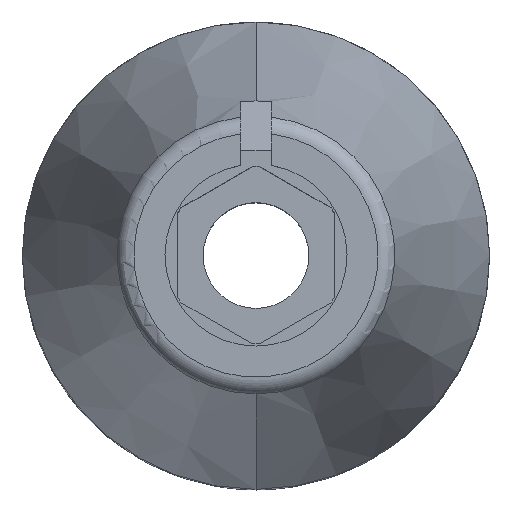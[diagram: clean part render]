
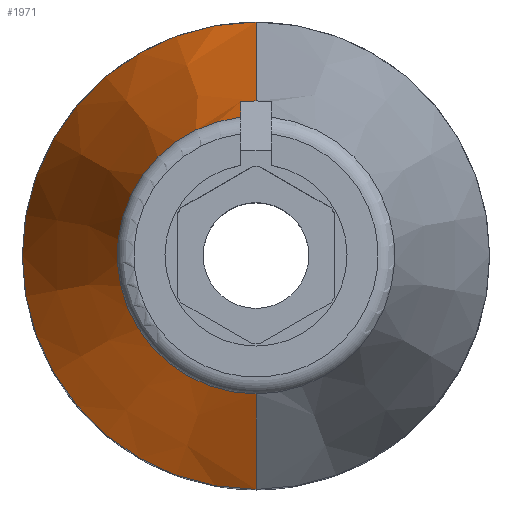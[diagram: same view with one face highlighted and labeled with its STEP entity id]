
A CAD part, top view. The second image highlights one B-rep face of the part: STEP entity #1971.
In plain terms, the highlighted conical face has half-angle 15.422 degrees and reference radius 7.571 mm.
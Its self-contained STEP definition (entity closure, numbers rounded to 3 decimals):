
#184=CARTESIAN_POINT('',(0.,0.,15.5));
#185=DIRECTION('',(0.,0.,1.));
#186=DIRECTION('',(0.,1.,0.));
#187=AXIS2_PLACEMENT_3D('',#184,#185,#186);
#356=CARTESIAN_POINT('',(0.,0.,15.5));
#357=DIRECTION('',(0.,0.,1.));
#358=DIRECTION('',(-1.,0.,0.));
#359=AXIS2_PLACEMENT_3D('',#356,#357,#358);
#839=CARTESIAN_POINT('',(-0.625,6.239,27.208));
#840=CARTESIAN_POINT('',(-0.625,6.168,27.465));
#841=CARTESIAN_POINT('',(-0.625,6.026,27.977));
#842=CARTESIAN_POINT('',(-0.625,5.815,28.736));
#843=CARTESIAN_POINT('',(-0.625,5.676,29.237));
#844=CARTESIAN_POINT('',(-0.625,5.607,29.486));
#846=CARTESIAN_POINT('',(0.,0.,29.486));
#847=DIRECTION('',(0.,0.,1.));
#848=DIRECTION('',(-0.111,0.994,0.));
#849=AXIS2_PLACEMENT_3D('',#846,#847,#848);
#851=CARTESIAN_POINT('',(0.,6.272,27.2));
#852=CARTESIAN_POINT('',(-0.209,6.272,27.2));
#853=CARTESIAN_POINT('',(-0.417,6.261,27.203));
#854=CARTESIAN_POINT('',(-0.625,6.239,27.208));
#891=DIRECTION('',(0.,0.266,-0.964));
#892=VECTOR('',#891,12.137);
#893=CARTESIAN_POINT('',(0.,6.272,27.2));
#894=LINE('',#893,#892);
#895=DIRECTION('',(0.,-0.266,-0.964));
#896=VECTOR('',#895,14.509);
#897=CARTESIAN_POINT('',(0.,-5.642,
29.486));
#898=LINE('',#897,#896);
#1069=CARTESIAN_POINT('',(0.,9.5,15.5));
#1070=CARTESIAN_POINT('',(-9.5,0.,15.5));
#1071=VERTEX_POINT('',#1069);
#1072=VERTEX_POINT('',#1070);
#1073=CARTESIAN_POINT('',(0.,-9.5,15.5));
#1074=VERTEX_POINT('',#1073);
#1077=CARTESIAN_POINT('',(0.,-5.642,
29.486));
#1078=VERTEX_POINT('',#1077);
#1103=VERTEX_POINT('',#839);
#1104=VERTEX_POINT('',#844);
#1105=VERTEX_POINT('',#851);
#1953=CARTESIAN_POINT('',(0.,0.,22.493));
#1954=DIRECTION('',(0.,0.,-1.));
#1955=DIRECTION('',(0.,-1.,0.));
#1956=AXIS2_PLACEMENT_3D('',#1953,#1954,#1955);
#1957=CONICAL_SURFACE('',#1956,7.571,15.422);
#1958=ORIENTED_EDGE('',*,*,#1937,.T.);
#1960=ORIENTED_EDGE('',*,*,#1959,.T.);
#1962=ORIENTED_EDGE('',*,*,#1961,.T.);
#1963=ORIENTED_EDGE('',*,*,#1320,.F.);
#1964=ORIENTED_EDGE('',*,*,#1253,.F.);
#1966=ORIENTED_EDGE('',*,*,#1965,.F.);
#1968=ORIENTED_EDGE('',*,*,#1967,.T.);
#1969=EDGE_LOOP('',(#1958,#1960,#1962,#1963,#1964,#1966,#1968));
#1970=FACE_OUTER_BOUND('',#1969,.F.);
#1971=ADVANCED_FACE('',(#1970),#1957,.T.);
#188=CIRCLE('',#187,9.5);
#360=CIRCLE('',#359,9.5);
#845=B_SPLINE_CURVE_WITH_KNOTS('',3,(#839,#840,#841,#842,#843,#844),
.UNSPECIFIED.,.F.,.F.,(4,1,1,4),(0.,0.333,0.667,1.),
.UNSPECIFIED.);
#850=CIRCLE('',#849,5.642);
#855=B_SPLINE_CURVE_WITH_KNOTS('',3,(#851,#852,#853,#854),.UNSPECIFIED.,.F.,.F.,
(4,4),(0.,1.),.UNSPECIFIED.);
#1253=EDGE_CURVE('',#1071,#1072,#188,.T.);
#1320=EDGE_CURVE('',#1072,#1074,#360,.T.);
#1937=EDGE_CURVE('',#1103,#1104,#845,.T.);
#1959=EDGE_CURVE('',#1104,#1078,#850,.T.);
#1961=EDGE_CURVE('',#1078,#1074,#898,.T.);
#1965=EDGE_CURVE('',#1105,#1071,#894,.T.);
#1967=EDGE_CURVE('',#1105,#1103,#855,.T.);
